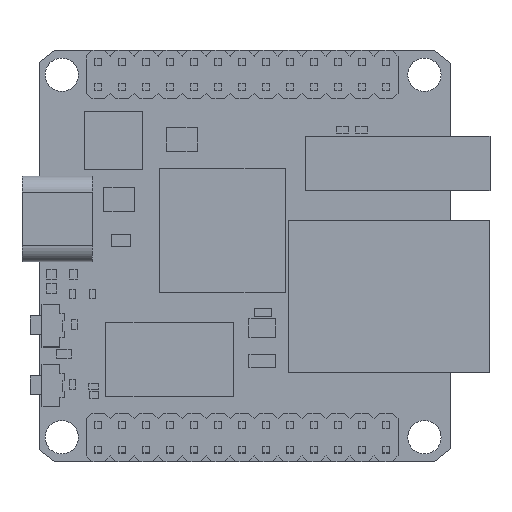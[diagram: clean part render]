
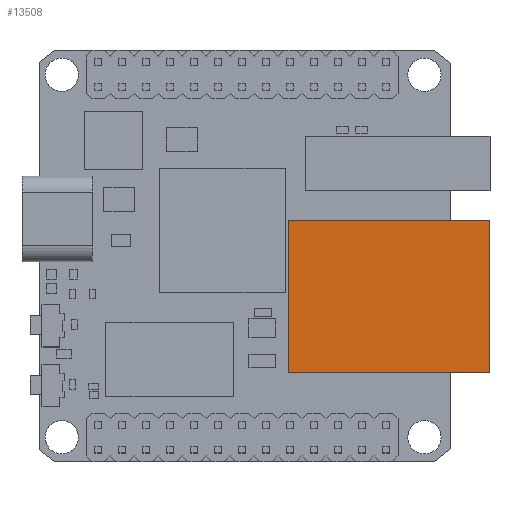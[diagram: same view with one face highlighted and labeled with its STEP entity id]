
A CAD part, top view. The second image highlights one B-rep face of the part: STEP entity #13508.
In plain terms, the highlighted planar face has unit normal (0, 0, 1).
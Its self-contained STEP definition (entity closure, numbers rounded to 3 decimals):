
#2266=DIRECTION('',(-1.,0.,0.));
#2267=VECTOR('',#2266,21.2);
#2268=CARTESIAN_POINT('',(25.848,3.741,12.52));
#2269=LINE('',#2268,#2267);
#2270=DIRECTION('',(0.,1.,0.));
#2271=VECTOR('',#2270,16.);
#2272=CARTESIAN_POINT('',(25.848,-12.259,12.52));
#2273=LINE('',#2272,#2271);
#2274=DIRECTION('',(1.,0.,0.));
#2275=VECTOR('',#2274,21.2);
#2276=CARTESIAN_POINT('',(4.648,-12.259,12.52));
#2277=LINE('',#2276,#2275);
#2278=DIRECTION('',(0.,-1.,0.));
#2279=VECTOR('',#2278,16.);
#2280=CARTESIAN_POINT('',(4.648,3.741,12.52));
#2281=LINE('',#2280,#2279);
#10616=CARTESIAN_POINT('',(25.848,3.741,12.52));
#10617=CARTESIAN_POINT('',(4.648,3.741,12.52));
#10618=VERTEX_POINT('',#10616);
#10619=VERTEX_POINT('',#10617);
#10620=CARTESIAN_POINT('',(4.648,-12.259,12.52));
#10621=VERTEX_POINT('',#10620);
#10622=CARTESIAN_POINT('',(25.848,-12.259,12.52));
#10623=VERTEX_POINT('',#10622);
#13497=CARTESIAN_POINT('',(0.,0.,12.52));
#13498=DIRECTION('',(0.,0.,1.));
#13499=DIRECTION('',(1.,0.,0.));
#13500=AXIS2_PLACEMENT_3D('',#13497,#13498,#13499);
#13501=PLANE('',#13500);
#13502=ORIENTED_EDGE('',*,*,#13478,.F.);
#13503=ORIENTED_EDGE('',*,*,#13491,.F.);
#13504=ORIENTED_EDGE('',*,*,#13447,.F.);
#13505=ORIENTED_EDGE('',*,*,#13463,.F.);
#13506=EDGE_LOOP('',(#13502,#13503,#13504,#13505));
#13507=FACE_OUTER_BOUND('',#13506,.F.);
#13508=ADVANCED_FACE('',(#13507),#13501,.T.);
#13447=EDGE_CURVE('',#10621,#10623,#2277,.T.);
#13463=EDGE_CURVE('',#10619,#10621,#2281,.T.);
#13478=EDGE_CURVE('',#10618,#10619,#2269,.T.);
#13491=EDGE_CURVE('',#10623,#10618,#2273,.T.);
